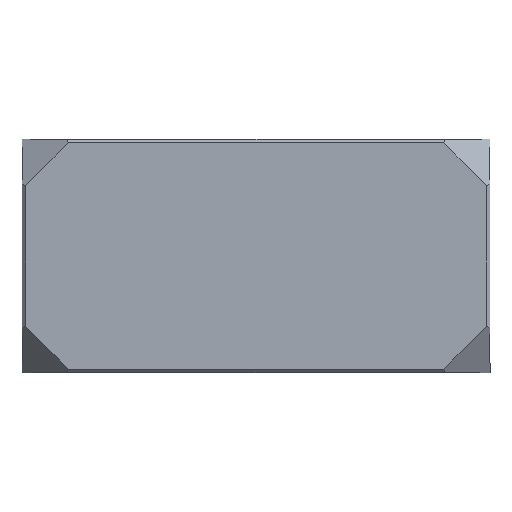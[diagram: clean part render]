
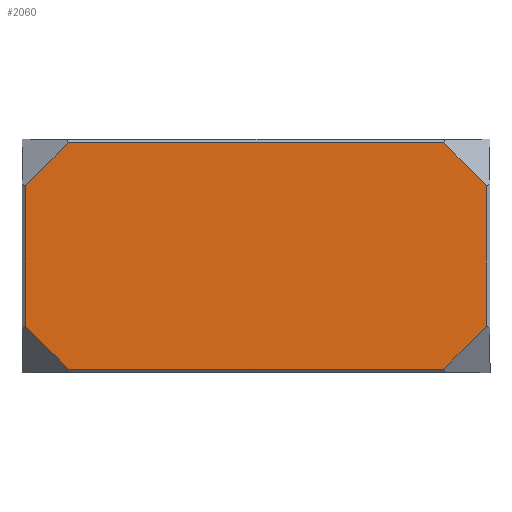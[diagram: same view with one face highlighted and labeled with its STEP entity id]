
A CAD part, top view. The second image highlights one B-rep face of the part: STEP entity #2060.
In plain terms, the highlighted planar face has unit normal (0, 0, 1).
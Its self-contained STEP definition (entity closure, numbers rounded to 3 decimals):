
#130=FACE_OUTER_BOUND('',#250,.T.);
#250=EDGE_LOOP('',(#1365,#1366,#1367,#1368,#1369,#1370,#1371,#1372));
#374=LINE('',#3004,#616);
#378=LINE('',#3012,#620);
#379=LINE('',#3015,#621);
#380=LINE('',#3017,#622);
#381=LINE('',#3019,#623);
#382=LINE('',#3021,#624);
#383=LINE('',#3023,#625);
#384=LINE('',#3024,#626);
#616=VECTOR('',#2387,10.);
#620=VECTOR('',#2393,10.);
#621=VECTOR('',#2396,10.);
#622=VECTOR('',#2397,10.);
#623=VECTOR('',#2398,10.);
#624=VECTOR('',#2399,10.);
#625=VECTOR('',#2400,10.);
#626=VECTOR('',#2401,10.);
#856=VERTEX_POINT('',#2998);
#858=VERTEX_POINT('',#3002);
#861=VERTEX_POINT('',#3010);
#862=VERTEX_POINT('',#3014);
#863=VERTEX_POINT('',#3016);
#864=VERTEX_POINT('',#3018);
#865=VERTEX_POINT('',#3020);
#866=VERTEX_POINT('',#3022);
#1049=EDGE_CURVE('',#856,#858,#374,.T.);
#1053=EDGE_CURVE('',#858,#861,#378,.T.);
#1054=EDGE_CURVE('',#861,#862,#379,.T.);
#1055=EDGE_CURVE('',#863,#862,#380,.T.);
#1056=EDGE_CURVE('',#863,#864,#381,.T.);
#1057=EDGE_CURVE('',#864,#865,#382,.T.);
#1058=EDGE_CURVE('',#865,#866,#383,.T.);
#1059=EDGE_CURVE('',#866,#856,#384,.T.);
#1365=ORIENTED_EDGE('',*,*,#1049,.T.);
#1366=ORIENTED_EDGE('',*,*,#1053,.T.);
#1367=ORIENTED_EDGE('',*,*,#1054,.T.);
#1368=ORIENTED_EDGE('',*,*,#1055,.F.);
#1369=ORIENTED_EDGE('',*,*,#1056,.T.);
#1370=ORIENTED_EDGE('',*,*,#1057,.T.);
#1371=ORIENTED_EDGE('',*,*,#1058,.T.);
#1372=ORIENTED_EDGE('',*,*,#1059,.T.);
#1978=PLANE('',#2195);
#2060=ADVANCED_FACE('',(#130),#1978,.F.);
#2195=AXIS2_PLACEMENT_3D('',#3013,#2394,#2395);
#2387=DIRECTION('',(0.,1.,0.));
#2393=DIRECTION('',(-0.707,0.707,0.));
#2394=DIRECTION('center_axis',(0.,0.,-1.));
#2395=DIRECTION('ref_axis',(-1.,0.,0.));
#2396=DIRECTION('',(-1.,0.,0.));
#2397=DIRECTION('',(0.707,0.707,0.));
#2398=DIRECTION('',(0.,-1.,0.));
#2399=DIRECTION('',(0.707,-0.707,0.));
#2400=DIRECTION('',(1.,0.,0.));
#2401=DIRECTION('',(0.707,0.707,0.));
#2998=CARTESIAN_POINT('',(9.65,-16.007,-3.4));
#3002=CARTESIAN_POINT('',(9.65,16.007,-3.4));
#3004=CARTESIAN_POINT('',(9.65,9.975,-3.4));
#3010=CARTESIAN_POINT('',(6.007,19.65,-3.4));
#3012=CARTESIAN_POINT('',(6.768,18.889,-3.4));
#3013=CARTESIAN_POINT('Origin',(0.,0.,-3.4));
#3014=CARTESIAN_POINT('',(-6.007,19.65,-3.4));
#3015=CARTESIAN_POINT('',(-4.975,19.65,-3.4));
#3016=CARTESIAN_POINT('',(-9.65,16.007,-3.4));
#3017=CARTESIAN_POINT('',(-6.768,18.889,-3.4));
#3018=CARTESIAN_POINT('',(-9.65,-16.007,-3.4));
#3019=CARTESIAN_POINT('',(-9.65,-9.975,-3.4));
#3020=CARTESIAN_POINT('',(-6.007,-19.65,-3.4));
#3021=CARTESIAN_POINT('',(-6.768,-18.889,-3.4));
#3022=CARTESIAN_POINT('',(6.007,-19.65,-3.4));
#3023=CARTESIAN_POINT('',(4.975,-19.65,-3.4));
#3024=CARTESIAN_POINT('',(6.768,-18.889,-3.4));
